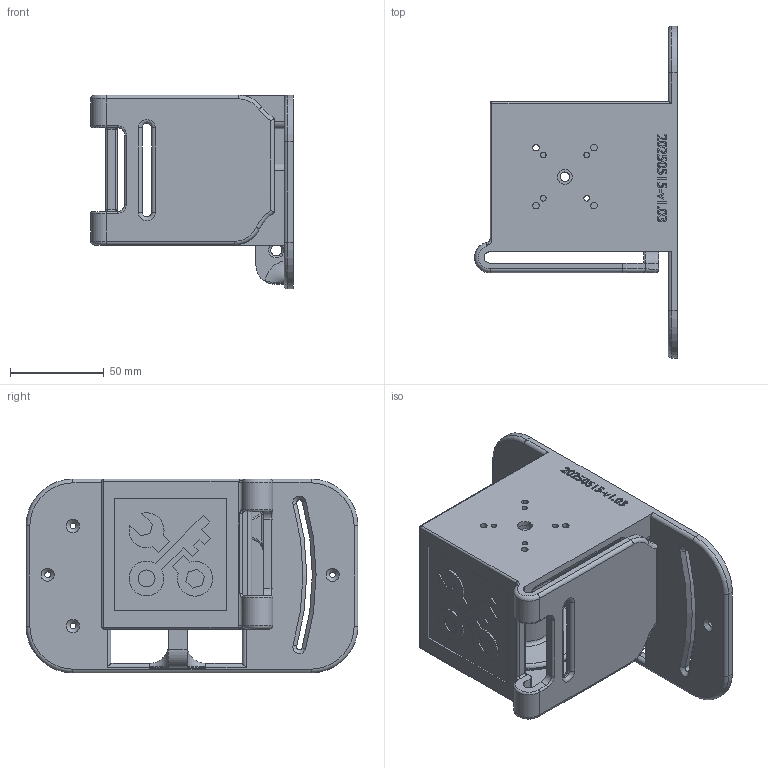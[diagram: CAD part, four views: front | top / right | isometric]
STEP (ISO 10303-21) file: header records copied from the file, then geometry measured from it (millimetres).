
FILE_DESCRIPTION(/* description */ (''),/* implementation_level */ '2;1');
FILE_NAME(/* name */ 'deur opener - vert v12.step',/* time_stamp */ '2025-05-17T14:38:14+02:00',/* author */ (''),/* organization */ (''),/* preprocessor_version */ 'ST-DEVELOPER v20.1',/* originating_system */ 'Autodesk Translation Framework v14.4.0.0',/* authorisation */ '');
FILE_SCHEMA (('AUTOMOTIVE_DESIGN { 1 0 10303 214 3 1 1 }'));
Length unit declared in the file: millimetre
Products named in the file (1): deur opener - vert
Bounding box: 108.25 x 177.09 x 103.39 mm (x, y, z)
Volume: 307389.3 mm3; surface area: 120531.1 mm2
Topology: 2 solids, 2 shells, 573 faces, 1551 edges, 985 vertices
Faces by surface type: bspline 197, plane 163, cylinder 138, torus 49, cone 24, sphere 2
Full cylindrical faces by diameter (mm): 3 x4, 3.008 x10, 3.5 x4, 4.1 x4, 4.2 x2, 4.5 x1, 5 x1, 6 x1, 8 x1, 15 x1, 24.79 x1, 28.336 x1, 64.114 x2
Entity records: 21363 total; most frequent: CARTESIAN_POINT 7987, ORIENTED_EDGE 3086, DIRECTION 2258, EDGE_CURVE 1543, VERTEX_POINT 985, AXIS2_PLACEMENT_3D 765, LINE 728, VECTOR 728
